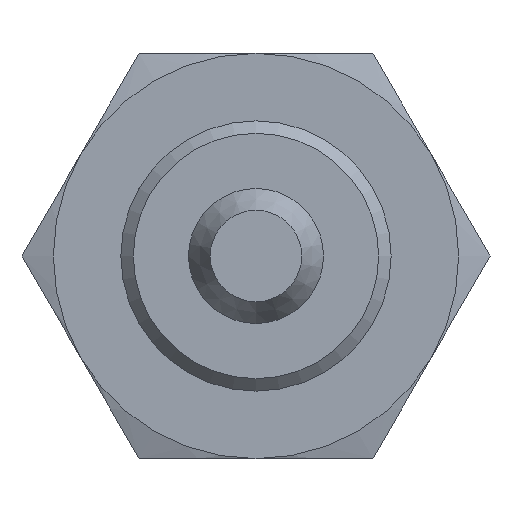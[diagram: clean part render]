
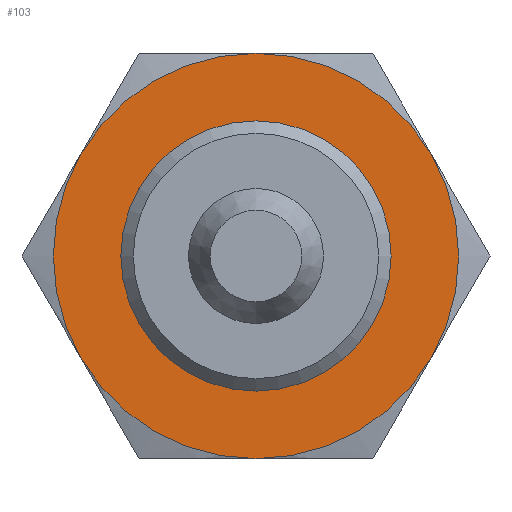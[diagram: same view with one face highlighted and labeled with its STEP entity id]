
A CAD part, front view. The second image highlights one B-rep face of the part: STEP entity #103.
In plain terms, the highlighted planar face has unit normal (0, -1, 0).
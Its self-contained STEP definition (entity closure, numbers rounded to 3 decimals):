
#103 = ADVANCED_FACE( '', ( #233, #234 ), #235, .F. );
#233 = FACE_BOUND( '', #389, .T. );
#234 = FACE_OUTER_BOUND( '', #390, .T. );
#235 = PLANE( '', #391 );
#389 = EDGE_LOOP( '', ( #622 ) );
#390 = EDGE_LOOP( '', ( #623, #624, #625, #626, #627, #628 ) );
#391 = AXIS2_PLACEMENT_3D( '', #629, #630, #631 );
#622 = ORIENTED_EDGE( '', *, *, #927, .T. );
#623 = ORIENTED_EDGE( '', *, *, #928, .T. );
#624 = ORIENTED_EDGE( '', *, *, #929, .T. );
#625 = ORIENTED_EDGE( '', *, *, #930, .T. );
#626 = ORIENTED_EDGE( '', *, *, #931, .T. );
#627 = ORIENTED_EDGE( '', *, *, #924, .T. );
#628 = ORIENTED_EDGE( '', *, *, #914, .T. );
#629 = CARTESIAN_POINT( '', ( 15., -15.5, 0. ) );
#630 = DIRECTION( '', ( 0., 1., 0. ) );
#631 = DIRECTION( '', ( 0., 0., 1. ) );
#914 = EDGE_CURVE( '', #1097, #1027, #1099, .T. );
#924 = EDGE_CURVE( '', #1053, #1097, #1112, .T. );
#927 = EDGE_CURVE( '', #1115, #1115, #1116, .T. );
#928 = EDGE_CURVE( '', #1027, #1117, #1118, .T. );
#929 = EDGE_CURVE( '', #1117, #1119, #1120, .T. );
#930 = EDGE_CURVE( '', #1119, #1101, #1121, .T. );
#931 = EDGE_CURVE( '', #1101, #1053, #1122, .T. );
#1027 = VERTEX_POINT( '', #1265 );
#1053 = VERTEX_POINT( '', #1313 );
#1097 = VERTEX_POINT( '', #1416 );
#1099 = CIRCLE( '', #1423, 15. );
#1101 = VERTEX_POINT( '', #1425 );
#1112 = CIRCLE( '', #1452, 15. );
#1115 = VERTEX_POINT( '', #1460 );
#1116 = CIRCLE( '', #1461, 10. );
#1117 = VERTEX_POINT( '', #1462 );
#1118 = CIRCLE( '', #1463, 15. );
#1119 = VERTEX_POINT( '', #1464 );
#1120 = CIRCLE( '', #1465, 15. );
#1121 = CIRCLE( '', #1466, 15. );
#1122 = CIRCLE( '', #1467, 15. );
#1265 = CARTESIAN_POINT( '', ( 0., -15.5, -15. ) );
#1313 = CARTESIAN_POINT( '', ( -12.99, -15.5, 7.5 ) );
#1416 = CARTESIAN_POINT( '', ( -12.99, -15.5, -7.5 ) );
#1423 = AXIS2_PLACEMENT_3D( '', #1757, #1758, #1759 );
#1425 = CARTESIAN_POINT( '', ( 0., -15.5, 15. ) );
#1452 = AXIS2_PLACEMENT_3D( '', #1764, #1765, #1766 );
#1460 = CARTESIAN_POINT( '', ( 0., -15.5, 10. ) );
#1461 = AXIS2_PLACEMENT_3D( '', #1767, #1768, #1769 );
#1462 = CARTESIAN_POINT( '', ( 12.99, -15.5, -7.5 ) );
#1463 = AXIS2_PLACEMENT_3D( '', #1770, #1771, #1772 );
#1464 = CARTESIAN_POINT( '', ( 12.99, -15.5, 7.5 ) );
#1465 = AXIS2_PLACEMENT_3D( '', #1773, #1774, #1775 );
#1466 = AXIS2_PLACEMENT_3D( '', #1776, #1777, #1778 );
#1467 = AXIS2_PLACEMENT_3D( '', #1779, #1780, #1781 );
#1757 = CARTESIAN_POINT( '', ( 0., -15.5, 0. ) );
#1758 = DIRECTION( '', ( 0., -1., 0. ) );
#1759 = DIRECTION( '', ( 0., 0., -1. ) );
#1764 = CARTESIAN_POINT( '', ( 0., -15.5, 0. ) );
#1765 = DIRECTION( '', ( 0., -1., 0. ) );
#1766 = DIRECTION( '', ( 0., 0., -1. ) );
#1767 = CARTESIAN_POINT( '', ( 0., -15.5, 0. ) );
#1768 = DIRECTION( '', ( 0., 1., 0. ) );
#1769 = DIRECTION( '', ( 0., 0., 1. ) );
#1770 = CARTESIAN_POINT( '', ( 0., -15.5, 0. ) );
#1771 = DIRECTION( '', ( 0., -1., 0. ) );
#1772 = DIRECTION( '', ( 0., 0., -1. ) );
#1773 = CARTESIAN_POINT( '', ( 0., -15.5, 0. ) );
#1774 = DIRECTION( '', ( 0., -1., 0. ) );
#1775 = DIRECTION( '', ( 0., 0., -1. ) );
#1776 = CARTESIAN_POINT( '', ( 0., -15.5, 0. ) );
#1777 = DIRECTION( '', ( 0., -1., 0. ) );
#1778 = DIRECTION( '', ( 0., 0., -1. ) );
#1779 = CARTESIAN_POINT( '', ( 0., -15.5, 0. ) );
#1780 = DIRECTION( '', ( 0., -1., 0. ) );
#1781 = DIRECTION( '', ( 0., 0., -1. ) );
